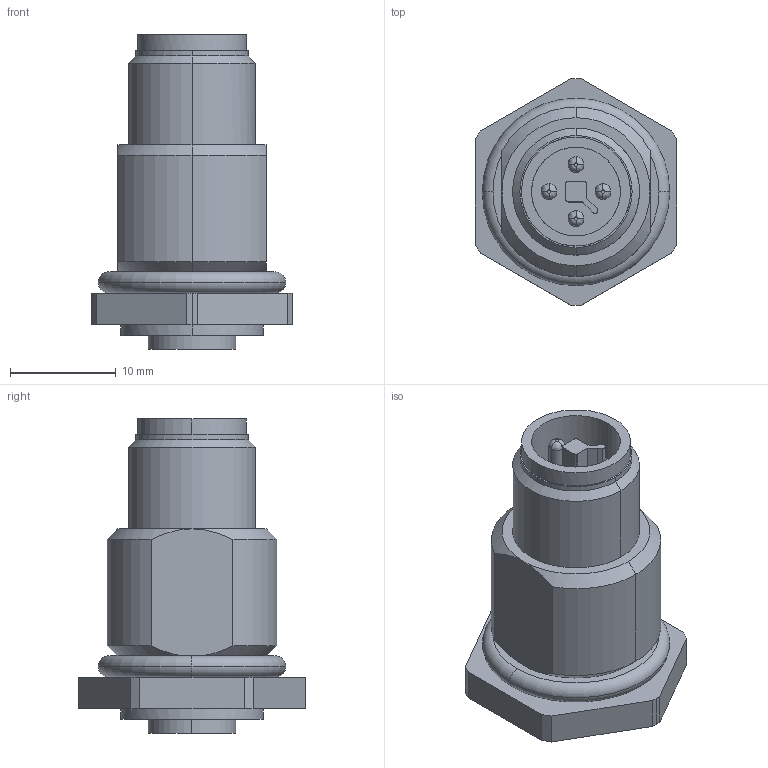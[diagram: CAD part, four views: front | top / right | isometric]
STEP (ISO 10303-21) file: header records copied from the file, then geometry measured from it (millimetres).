
FILE_DESCRIPTION(('CATIA V5 STEP Exchange','CAx-IF Rec.Pracs.--- Model Styling and Organization---1.4--- 2014-01-23'),'2;1');
FILE_NAME ('1372433-2_0', '2023-02-02T08:33:12+00:00', ('none'), ('Weidmueller'), 'CATIA Version 5-6 Release 2016 SP3 HF44', 'CATIA V5 STEP AP214', 'none');
FILE_SCHEMA(('AUTOMOTIVE_DESIGN { 1 0 10303 214 1 1 1 1 }'));
Length unit declared in the file: millimetre
Products named in the file (1): 2830780000
Bounding box: 19 x 21.4 x 29.7 mm (x, y, z)
Volume: 4102.1 mm3; surface area: 4911.9 mm2
Topology: 6 solids, 6 shells, 154 faces, 362 edges, 233 vertices
Faces by surface type: cylinder 71, plane 49, bspline 16, cone 12, torus 6
Entity records: 4780 total; most frequent: CARTESIAN_POINT 1508, ORIENTED_EDGE 724, DIRECTION 533, EDGE_CURVE 362, AXIS2_PLACEMENT_3D 256, VERTEX_POINT 233, EDGE_LOOP 177, ADVANCED_FACE 154
